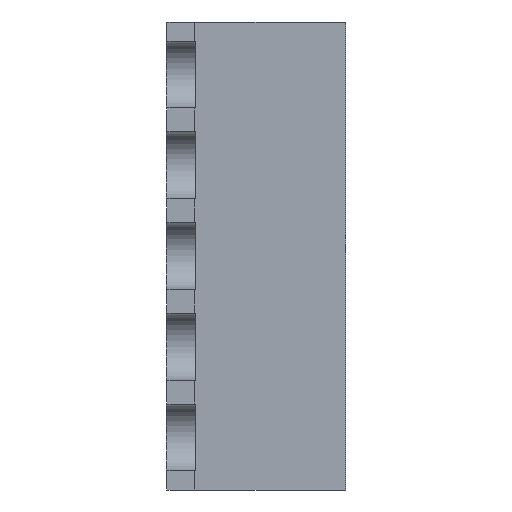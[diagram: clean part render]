
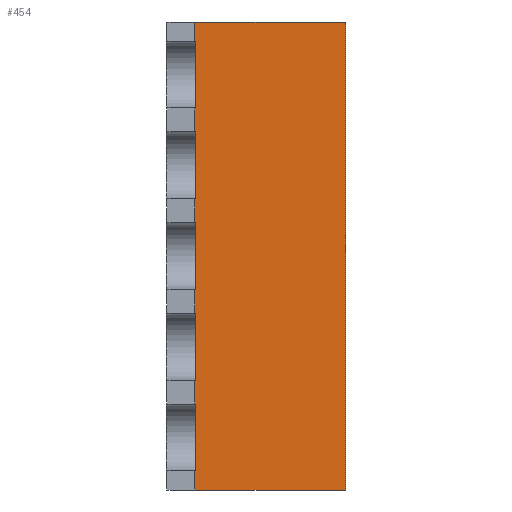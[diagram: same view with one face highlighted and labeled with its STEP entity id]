
A CAD part, front view. The second image highlights one B-rep face of the part: STEP entity #454.
In plain terms, the highlighted planar face has unit normal (0, -1, 0).
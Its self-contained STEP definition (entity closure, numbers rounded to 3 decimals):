
#454=ADVANCED_FACE('',(#1833),#1835,.F.);
#1833=FACE_BOUND('',#1834,.T.);
#1834=EDGE_LOOP('',(#2869,#2870,#2871,#2872,#2873,#2874,#2875,#2876,#2877,#2878,
#2879,#2880,#2881,#2882,#2883,#2884,#2885,#2886,#2887,#2888,#2889,#2890,#2891,#2892));
#1835=PLANE('',#1836);
#1836=AXIS2_PLACEMENT_3D('',#1837,#1838,#1839);
#1837=CARTESIAN_POINT('',(-3.15,-14.,-9.8));
#1838=DIRECTION('',(0.,1.,0.));
#1839=DIRECTION('',(0.,0.,1.));
#2869=ORIENTED_EDGE('',*,*,#3476,.F.);
#2870=ORIENTED_EDGE('',*,*,#3608,.F.);
#2871=ORIENTED_EDGE('',*,*,#3609,.F.);
#2872=ORIENTED_EDGE('',*,*,#3610,.T.);
#2873=ORIENTED_EDGE('',*,*,#3611,.F.);
#2874=ORIENTED_EDGE('',*,*,#3612,.F.);
#2875=ORIENTED_EDGE('',*,*,#3613,.F.);
#2876=ORIENTED_EDGE('',*,*,#3614,.T.);
#2877=ORIENTED_EDGE('',*,*,#3615,.F.);
#2878=ORIENTED_EDGE('',*,*,#3616,.F.);
#2879=ORIENTED_EDGE('',*,*,#3617,.F.);
#2880=ORIENTED_EDGE('',*,*,#3618,.T.);
#2881=ORIENTED_EDGE('',*,*,#3619,.F.);
#2882=ORIENTED_EDGE('',*,*,#3620,.F.);
#2883=ORIENTED_EDGE('',*,*,#3621,.F.);
#2884=ORIENTED_EDGE('',*,*,#3622,.T.);
#2885=ORIENTED_EDGE('',*,*,#3623,.F.);
#2886=ORIENTED_EDGE('',*,*,#3624,.F.);
#2887=ORIENTED_EDGE('',*,*,#3625,.F.);
#2888=ORIENTED_EDGE('',*,*,#3626,.T.);
#2889=ORIENTED_EDGE('',*,*,#3627,.F.);
#2890=ORIENTED_EDGE('',*,*,#3628,.F.);
#2891=ORIENTED_EDGE('',*,*,#3629,.F.);
#2892=ORIENTED_EDGE('',*,*,#3630,.T.);
#3476=EDGE_CURVE('',#3888,#3889,#3890,.T.);
#3608=EDGE_CURVE('',#4110,#3888,#4111,.T.);
#3609=EDGE_CURVE('',#4112,#4110,#4113,.T.);
#3610=EDGE_CURVE('',#4112,#4114,#4115,.T.);
#3611=EDGE_CURVE('',#4116,#4114,#4117,.T.);
#3612=EDGE_CURVE('',#4118,#4116,#4119,.T.);
#3613=EDGE_CURVE('',#4120,#4118,#4121,.T.);
#3614=EDGE_CURVE('',#4120,#4122,#4123,.T.);
#3615=EDGE_CURVE('',#4124,#4122,#4125,.T.);
#3616=EDGE_CURVE('',#4126,#4124,#4127,.T.);
#3617=EDGE_CURVE('',#4128,#4126,#4129,.T.);
#3618=EDGE_CURVE('',#4128,#4130,#4131,.T.);
#3619=EDGE_CURVE('',#4132,#4130,#4133,.T.);
#3620=EDGE_CURVE('',#4134,#4132,#4135,.T.);
#3621=EDGE_CURVE('',#4136,#4134,#4137,.T.);
#3622=EDGE_CURVE('',#4136,#4138,#4139,.T.);
#3623=EDGE_CURVE('',#4140,#4138,#4141,.T.);
#3624=EDGE_CURVE('',#4142,#4140,#4143,.T.);
#3625=EDGE_CURVE('',#4144,#4142,#4145,.T.);
#3626=EDGE_CURVE('',#4144,#4146,#4147,.T.);
#3627=EDGE_CURVE('',#4148,#4146,#4149,.T.);
#3628=EDGE_CURVE('',#4150,#4148,#4151,.T.);
#3629=EDGE_CURVE('',#4152,#4150,#4153,.T.);
#3630=EDGE_CURVE('',#4152,#3889,#4154,.T.);
#3888=VERTEX_POINT('',#4562);
#3889=VERTEX_POINT('',#4563);
#3890=LINE('',#4564,#4565);
#4110=VERTEX_POINT('',#5050);
#4111=LINE('',#5051,#5052);
#4112=VERTEX_POINT('',#5054);
#4113=LINE('',#5055,#5056);
#4114=VERTEX_POINT('',#5058);
#4115=LINE('',#5059,#5060);
#4116=VERTEX_POINT('',#5062);
#4117=LINE('',#5063,#5064);
#4118=VERTEX_POINT('',#5066);
#4119=LINE('',#5067,#5068);
#4120=VERTEX_POINT('',#5070);
#4121=LINE('',#5071,#5072);
#4122=VERTEX_POINT('',#5074);
#4123=LINE('',#5075,#5076);
#4124=VERTEX_POINT('',#5078);
#4125=LINE('',#5079,#5080);
#4126=VERTEX_POINT('',#5082);
#4127=LINE('',#5083,#5084);
#4128=VERTEX_POINT('',#5086);
#4129=LINE('',#5087,#5088);
#4130=VERTEX_POINT('',#5090);
#4131=LINE('',#5091,#5092);
#4132=VERTEX_POINT('',#5094);
#4133=LINE('',#5095,#5096);
#4134=VERTEX_POINT('',#5098);
#4135=LINE('',#5099,#5100);
#4136=VERTEX_POINT('',#5102);
#4137=LINE('',#5103,#5104);
#4138=VERTEX_POINT('',#5106);
#4139=LINE('',#5107,#5108);
#4140=VERTEX_POINT('',#5110);
#4141=LINE('',#5111,#5112);
#4142=VERTEX_POINT('',#5114);
#4143=LINE('',#5115,#5116);
#4144=VERTEX_POINT('',#5118);
#4145=LINE('',#5119,#5120);
#4146=VERTEX_POINT('',#5122);
#4147=LINE('',#5123,#5124);
#4148=VERTEX_POINT('',#5126);
#4149=LINE('',#5127,#5128);
#4150=VERTEX_POINT('',#5130);
#4151=LINE('',#5131,#5132);
#4152=VERTEX_POINT('',#5134);
#4153=LINE('',#5135,#5136);
#4154=LINE('',#5138,#5139);
#4562=CARTESIAN_POINT('',(0.,-14.,0.));
#4563=CARTESIAN_POINT('',(0.,-14.,-9.8));
#4564=CARTESIAN_POINT('',(0.,-14.,0.));
#4565=VECTOR('',#4566,1.);
#4566=DIRECTION('',(0.,0.,-1.));
#5050=CARTESIAN_POINT('',(-3.16,-14.,0.));
#5051=CARTESIAN_POINT('',(-3.16,-14.,0.));
#5052=VECTOR('',#5053,1.);
#5053=DIRECTION('',(1.,0.,0.));
#5054=CARTESIAN_POINT('',(-3.16,-14.,-0.4));
#5055=CARTESIAN_POINT('',(-3.16,-14.,-0.4));
#5056=VECTOR('',#5057,1.);
#5057=DIRECTION('',(0.,0.,1.));
#5058=CARTESIAN_POINT('',(-3.15,-14.,-0.4));
#5059=CARTESIAN_POINT('',(-3.16,-14.,-0.4));
#5060=VECTOR('',#5061,1.);
#5061=DIRECTION('',(1.,0.,0.));
#5062=CARTESIAN_POINT('',(-3.15,-14.,-1.8));
#5063=CARTESIAN_POINT('',(-3.15,-14.,-1.8));
#5064=VECTOR('',#5065,1.);
#5065=DIRECTION('',(0.,0.,1.));
#5066=CARTESIAN_POINT('',(-3.16,-14.,-1.8));
#5067=CARTESIAN_POINT('',(-3.16,-14.,-1.8));
#5068=VECTOR('',#5069,1.);
#5069=DIRECTION('',(1.,0.,0.));
#5070=CARTESIAN_POINT('',(-3.16,-14.,-2.3));
#5071=CARTESIAN_POINT('',(-3.16,-14.,-2.3));
#5072=VECTOR('',#5073,1.);
#5073=DIRECTION('',(0.,0.,1.));
#5074=CARTESIAN_POINT('',(-3.15,-14.,-2.3));
#5075=CARTESIAN_POINT('',(-3.16,-14.,-2.3));
#5076=VECTOR('',#5077,1.);
#5077=DIRECTION('',(1.,0.,0.));
#5078=CARTESIAN_POINT('',(-3.15,-14.,-3.7));
#5079=CARTESIAN_POINT('',(-3.15,-14.,-3.7));
#5080=VECTOR('',#5081,1.);
#5081=DIRECTION('',(0.,0.,1.));
#5082=CARTESIAN_POINT('',(-3.16,-14.,-3.7));
#5083=CARTESIAN_POINT('',(-3.16,-14.,-3.7));
#5084=VECTOR('',#5085,1.);
#5085=DIRECTION('',(1.,0.,0.));
#5086=CARTESIAN_POINT('',(-3.16,-14.,-4.2));
#5087=CARTESIAN_POINT('',(-3.16,-14.,-4.2));
#5088=VECTOR('',#5089,1.);
#5089=DIRECTION('',(0.,0.,1.));
#5090=CARTESIAN_POINT('',(-3.15,-14.,-4.2));
#5091=CARTESIAN_POINT('',(-3.16,-14.,-4.2));
#5092=VECTOR('',#5093,1.);
#5093=DIRECTION('',(1.,0.,0.));
#5094=CARTESIAN_POINT('',(-3.15,-14.,-5.6));
#5095=CARTESIAN_POINT('',(-3.15,-14.,-5.6));
#5096=VECTOR('',#5097,1.);
#5097=DIRECTION('',(0.,0.,1.));
#5098=CARTESIAN_POINT('',(-3.16,-14.,-5.6));
#5099=CARTESIAN_POINT('',(-3.16,-14.,-5.6));
#5100=VECTOR('',#5101,1.);
#5101=DIRECTION('',(1.,0.,0.));
#5102=CARTESIAN_POINT('',(-3.16,-14.,-6.1));
#5103=CARTESIAN_POINT('',(-3.16,-14.,-6.1));
#5104=VECTOR('',#5105,1.);
#5105=DIRECTION('',(0.,0.,1.));
#5106=CARTESIAN_POINT('',(-3.15,-14.,-6.1));
#5107=CARTESIAN_POINT('',(-3.16,-14.,-6.1));
#5108=VECTOR('',#5109,1.);
#5109=DIRECTION('',(1.,0.,0.));
#5110=CARTESIAN_POINT('',(-3.15,-14.,-7.5));
#5111=CARTESIAN_POINT('',(-3.15,-14.,-7.5));
#5112=VECTOR('',#5113,1.);
#5113=DIRECTION('',(0.,0.,1.));
#5114=CARTESIAN_POINT('',(-3.16,-14.,-7.5));
#5115=CARTESIAN_POINT('',(-3.16,-14.,-7.5));
#5116=VECTOR('',#5117,1.);
#5117=DIRECTION('',(1.,0.,0.));
#5118=CARTESIAN_POINT('',(-3.16,-14.,-8.));
#5119=CARTESIAN_POINT('',(-3.16,-14.,-8.));
#5120=VECTOR('',#5121,1.);
#5121=DIRECTION('',(0.,0.,1.));
#5122=CARTESIAN_POINT('',(-3.15,-14.,-8.));
#5123=CARTESIAN_POINT('',(-3.16,-14.,-8.));
#5124=VECTOR('',#5125,1.);
#5125=DIRECTION('',(1.,0.,0.));
#5126=CARTESIAN_POINT('',(-3.15,-14.,-9.4));
#5127=CARTESIAN_POINT('',(-3.15,-14.,-9.4));
#5128=VECTOR('',#5129,1.);
#5129=DIRECTION('',(0.,0.,1.));
#5130=CARTESIAN_POINT('',(-3.16,-14.,-9.4));
#5131=CARTESIAN_POINT('',(-3.16,-14.,-9.4));
#5132=VECTOR('',#5133,1.);
#5133=DIRECTION('',(1.,0.,0.));
#5134=CARTESIAN_POINT('',(-3.16,-14.,-9.8));
#5135=CARTESIAN_POINT('',(-3.16,-14.,-9.8));
#5136=VECTOR('',#5137,1.);
#5137=DIRECTION('',(0.,0.,1.));
#5138=CARTESIAN_POINT('',(-3.16,-14.,-9.8));
#5139=VECTOR('',#5140,1.);
#5140=DIRECTION('',(1.,0.,0.));
